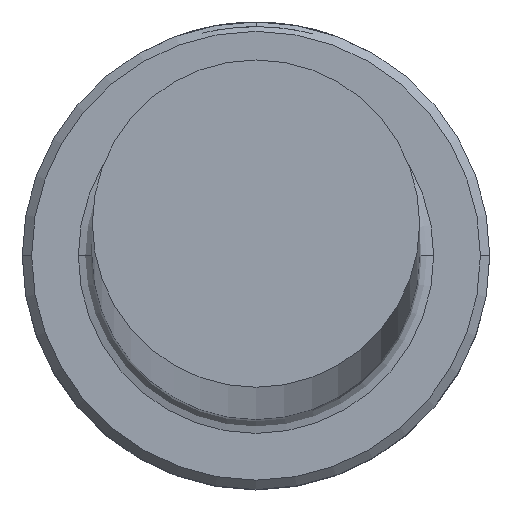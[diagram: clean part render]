
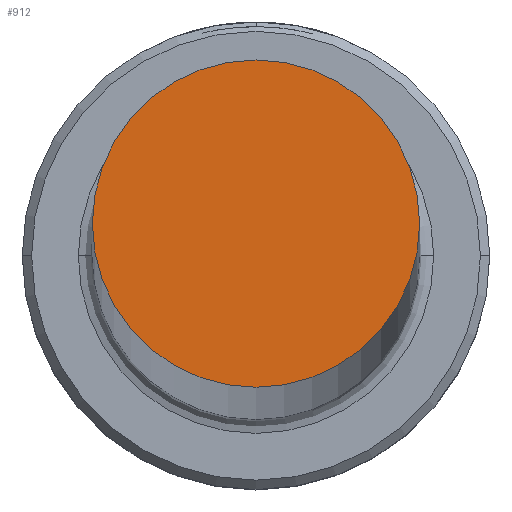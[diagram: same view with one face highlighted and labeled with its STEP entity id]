
A CAD part, top view. The second image highlights one B-rep face of the part: STEP entity #912.
In plain terms, the highlighted planar face has unit normal (0, 0, 1).
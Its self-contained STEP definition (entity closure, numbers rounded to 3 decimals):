
#12 = DIRECTION ( 'NONE',  ( 0., 0., 1. ) ) ;
#30 = EDGE_LOOP ( 'NONE', ( #1167, #1013 ) ) ;
#77 = FACE_OUTER_BOUND ( 'NONE', #30, .T. ) ;
#126 = EDGE_CURVE ( 'NONE', #990, #957, #130, .T. ) ;
#130 = CIRCLE ( 'NONE', #637, 3.5 ) ;
#135 = CARTESIAN_POINT ( 'NONE',  ( 0., 0., 400. ) ) ;
#219 = DIRECTION ( 'NONE',  ( 1., 0., 0. ) ) ;
#224 = CIRCLE ( 'NONE', #444, 3.5 ) ;
#230 = PLANE ( 'NONE',  #267 ) ;
#267 = AXIS2_PLACEMENT_3D ( 'NONE', #500, #861, #316 ) ;
#316 = DIRECTION ( 'NONE',  ( 1., 0., 0. ) ) ;
#333 = CARTESIAN_POINT ( 'NONE',  ( 3.5, 0., 400. ) ) ;
#413 = CARTESIAN_POINT ( 'NONE',  ( -3.5, 0., 400. ) ) ;
#444 = AXIS2_PLACEMENT_3D ( 'NONE', #541, #12, #629 ) ;
#500 = CARTESIAN_POINT ( 'NONE',  ( 0., 0., 400. ) ) ;
#541 = CARTESIAN_POINT ( 'NONE',  ( 0., 0., 400. ) ) ;
#629 = DIRECTION ( 'NONE',  ( 1., 0., 0. ) ) ;
#637 = AXIS2_PLACEMENT_3D ( 'NONE', #135, #758, #219 ) ;
#758 = DIRECTION ( 'NONE',  ( 0., 0., 1. ) ) ;
#861 = DIRECTION ( 'NONE',  ( 0., 0., 1. ) ) ;
#912 = ADVANCED_FACE ( 'NONE', ( #77 ), #230, .T. ) ;
#957 = VERTEX_POINT ( 'NONE', #413 ) ;
#990 = VERTEX_POINT ( 'NONE', #333 ) ;
#1013 = ORIENTED_EDGE ( 'NONE', *, *, #126, .T. ) ;
#1046 = EDGE_CURVE ( 'NONE', #957, #990, #224, .T. ) ;
#1167 = ORIENTED_EDGE ( 'NONE', *, *, #1046, .T. ) ;
